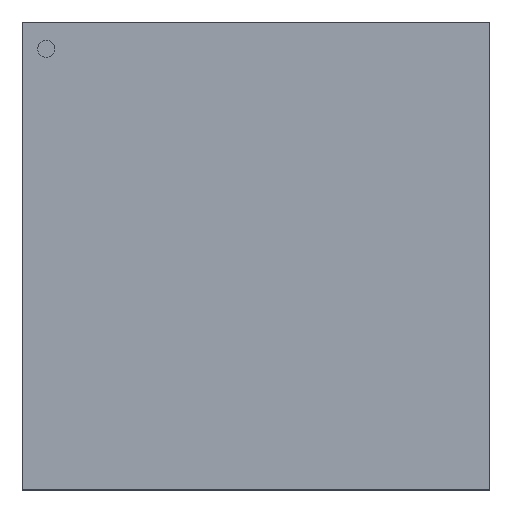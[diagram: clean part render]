
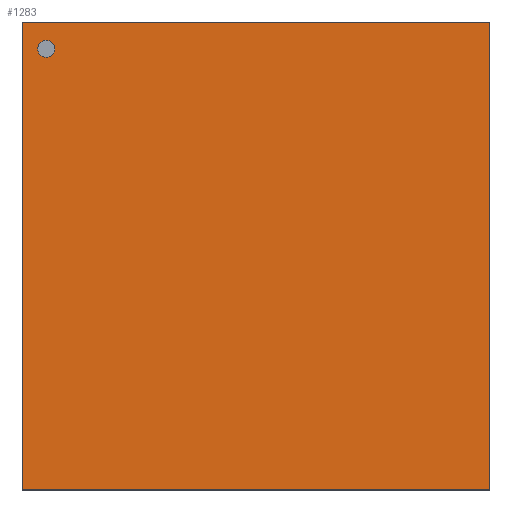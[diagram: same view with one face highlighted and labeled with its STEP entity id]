
A CAD part, top view. The second image highlights one B-rep face of the part: STEP entity #1283.
In plain terms, the highlighted planar face has unit normal (0, 0, 1).
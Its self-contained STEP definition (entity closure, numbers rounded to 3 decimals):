
#142=FACE_BOUND('',#423,.T.);
#148=PLANE('',#1499);
#286=FACE_OUTER_BOUND('',#422,.T.);
#422=EDGE_LOOP('',(#1011,#1012,#1013,#1014));
#423=EDGE_LOOP('',(#1015));
#556=LINE('',#2319,#569);
#559=LINE('',#2325,#572);
#562=LINE('',#2331,#575);
#565=LINE('',#2335,#578);
#569=VECTOR('',#1772,1000.);
#572=VECTOR('',#1777,1000.);
#575=VECTOR('',#1782,1000.);
#578=VECTOR('',#1787,1000.);
#579=CIRCLE('',#1492,0.091);
#709=VERTEX_POINT('',#2306);
#713=VERTEX_POINT('',#2316);
#714=VERTEX_POINT('',#2318);
#716=VERTEX_POINT('',#2324);
#718=VERTEX_POINT('',#2330);
#847=EDGE_CURVE('',#709,#709,#579,.T.);
#852=EDGE_CURVE('',#714,#713,#556,.T.);
#855=EDGE_CURVE('',#716,#714,#559,.T.);
#858=EDGE_CURVE('',#718,#716,#562,.T.);
#861=EDGE_CURVE('',#713,#718,#565,.T.);
#1011=ORIENTED_EDGE('',*,*,#852,.T.);
#1012=ORIENTED_EDGE('',*,*,#861,.T.);
#1013=ORIENTED_EDGE('',*,*,#858,.T.);
#1014=ORIENTED_EDGE('',*,*,#855,.T.);
#1015=ORIENTED_EDGE('',*,*,#847,.T.);
#1283=ADVANCED_FACE('',(#286,#142),#148,.T.);
#1492=AXIS2_PLACEMENT_3D('',#2307,#1761,#1762);
#1499=AXIS2_PLACEMENT_3D('',#2336,#1788,#1789);
#1761=DIRECTION('center_axis',(0.,0.,-1.));
#1762=DIRECTION('ref_axis',(-1.,0.,0.));
#1772=DIRECTION('',(0.,-1.,0.));
#1777=DIRECTION('',(-1.,0.,0.));
#1782=DIRECTION('',(0.,1.,0.));
#1787=DIRECTION('',(1.,0.,0.));
#1788=DIRECTION('center_axis',(0.,0.,1.));
#1789=DIRECTION('ref_axis',(0.,-1.,0.));
#2306=CARTESIAN_POINT('',(-2.149,2.301,1.199));
#2307=CARTESIAN_POINT('Origin',(-2.24,2.301,1.199));
#2316=CARTESIAN_POINT('',(-2.5,-2.411,1.199));
#2318=CARTESIAN_POINT('',(-2.5,2.589,1.199));
#2319=CARTESIAN_POINT('',(-2.5,-2.411,1.199));
#2324=CARTESIAN_POINT('',(2.5,2.589,1.199));
#2325=CARTESIAN_POINT('',(2.5,2.589,1.199));
#2330=CARTESIAN_POINT('',(2.5,-2.411,1.199));
#2331=CARTESIAN_POINT('',(2.5,-2.411,1.199));
#2335=CARTESIAN_POINT('',(2.5,-2.411,1.199));
#2336=CARTESIAN_POINT('Origin',(0.,0.089,1.199));
